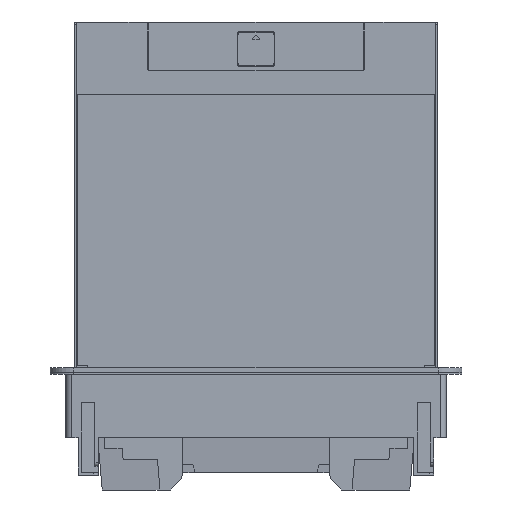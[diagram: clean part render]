
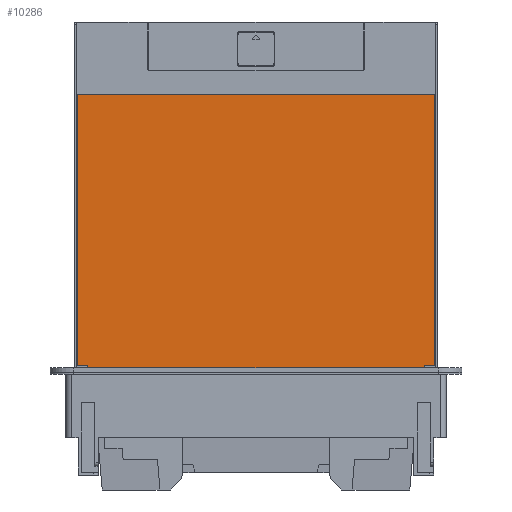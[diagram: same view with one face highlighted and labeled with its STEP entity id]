
A CAD part, front view. The second image highlights one B-rep face of the part: STEP entity #10286.
In plain terms, the highlighted face is planar.
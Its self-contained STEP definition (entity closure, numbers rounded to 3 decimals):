
#9970=CARTESIAN_POINT('Vertex',(-123.725,113.25,4.4)) ;
#9975=CARTESIAN_POINT('Line Origine',(0.,113.25,4.4)) ;
#9979=CARTESIAN_POINT('Vertex',(123.725,113.25,4.4)) ;
#10160=CARTESIAN_POINT('Axis2P3D Location',(0.,0.,4.4)) ;
#10165=CARTESIAN_POINT('Line Origine',(-123.725,19.275,4.4)) ;
#10169=CARTESIAN_POINT('Vertex',(-123.725,-74.7,4.4)) ;
#10172=CARTESIAN_POINT('Line Origine',(-120.238,-74.7,4.4)) ;
#10176=CARTESIAN_POINT('Vertex',(-116.75,-74.7,4.4)) ;
#10179=CARTESIAN_POINT('Line Origine',(-116.75,-79.2,4.4)) ;
#10183=CARTESIAN_POINT('Vertex',(-116.75,-83.7,4.4)) ;
#10186=CARTESIAN_POINT('Line Origine',(-122.,-83.7,4.4)) ;
#10190=CARTESIAN_POINT('Vertex',(-127.25,-83.7,4.4)) ;
#10193=CARTESIAN_POINT('Line Origine',(-127.25,-85.7,4.4)) ;
#10197=CARTESIAN_POINT('Vertex',(-127.25,-87.7,4.4)) ;
#10200=CARTESIAN_POINT('Line Origine',(-125.725,-87.7,4.4)) ;
#10204=CARTESIAN_POINT('Vertex',(-124.2,-87.7,4.4)) ;
#10207=CARTESIAN_POINT('Line Origine',(-124.2,-87.425,4.4)) ;
#10211=CARTESIAN_POINT('Vertex',(-124.2,-87.15,4.4)) ;
#10214=CARTESIAN_POINT('Line Origine',(0.,-87.15,4.4)) ;
#10218=CARTESIAN_POINT('Vertex',(124.2,-87.15,4.4)) ;
#10221=CARTESIAN_POINT('Line Origine',(124.2,-87.425,4.4)) ;
#10225=CARTESIAN_POINT('Vertex',(124.2,-87.7,4.4)) ;
#10228=CARTESIAN_POINT('Line Origine',(125.725,-87.7,4.4)) ;
#10232=CARTESIAN_POINT('Vertex',(127.25,-87.7,4.4)) ;
#10235=CARTESIAN_POINT('Line Origine',(127.25,-85.7,4.4)) ;
#10239=CARTESIAN_POINT('Vertex',(127.25,-83.7,4.4)) ;
#10242=CARTESIAN_POINT('Line Origine',(122.,-83.7,4.4)) ;
#10246=CARTESIAN_POINT('Vertex',(116.75,-83.7,4.4)) ;
#10249=CARTESIAN_POINT('Line Origine',(116.75,-79.2,4.4)) ;
#10253=CARTESIAN_POINT('Vertex',(116.75,-74.7,4.4)) ;
#10256=CARTESIAN_POINT('Line Origine',(120.238,-74.7,4.4)) ;
#10260=CARTESIAN_POINT('Vertex',(123.725,-74.7,4.4)) ;
#10263=CARTESIAN_POINT('Line Origine',(123.725,19.275,4.4)) ;
#9977=VECTOR('Line Direction',#9976,1.) ;
#10167=VECTOR('Line Direction',#10166,1.) ;
#10174=VECTOR('Line Direction',#10173,1.) ;
#10181=VECTOR('Line Direction',#10180,1.) ;
#10188=VECTOR('Line Direction',#10187,1.) ;
#10195=VECTOR('Line Direction',#10194,1.) ;
#10202=VECTOR('Line Direction',#10201,1.) ;
#10209=VECTOR('Line Direction',#10208,1.) ;
#10216=VECTOR('Line Direction',#10215,1.) ;
#10223=VECTOR('Line Direction',#10222,1.) ;
#10230=VECTOR('Line Direction',#10229,1.) ;
#10237=VECTOR('Line Direction',#10236,1.) ;
#10244=VECTOR('Line Direction',#10243,1.) ;
#10251=VECTOR('Line Direction',#10250,1.) ;
#10258=VECTOR('Line Direction',#10257,1.) ;
#10265=VECTOR('Line Direction',#10264,1.) ;
#9976=DIRECTION('Vector Direction',(-1.,0.,0.)) ;
#10161=DIRECTION('Axis2P3D Direction',(0.,0.,1.)) ;
#10162=DIRECTION('Axis2P3D XDirection',(1.,0.,0.)) ;
#10166=DIRECTION('Vector Direction',(0.,-1.,0.)) ;
#10173=DIRECTION('Vector Direction',(-1.,0.,0.)) ;
#10180=DIRECTION('Vector Direction',(0.,1.,0.)) ;
#10187=DIRECTION('Vector Direction',(1.,0.,0.)) ;
#10194=DIRECTION('Vector Direction',(0.,-1.,0.)) ;
#10201=DIRECTION('Vector Direction',(-1.,0.,0.)) ;
#10208=DIRECTION('Vector Direction',(0.,-1.,0.)) ;
#10215=DIRECTION('Vector Direction',(-1.,0.,0.)) ;
#10222=DIRECTION('Vector Direction',(0.,-1.,0.)) ;
#10229=DIRECTION('Vector Direction',(-1.,0.,0.)) ;
#10236=DIRECTION('Vector Direction',(0.,-1.,0.)) ;
#10243=DIRECTION('Vector Direction',(-1.,0.,0.)) ;
#10250=DIRECTION('Vector Direction',(0.,1.,0.)) ;
#10257=DIRECTION('Vector Direction',(1.,0.,0.)) ;
#10264=DIRECTION('Vector Direction',(0.,-1.,0.)) ;
#10163=AXIS2_PLACEMENT_3D('Plane Axis2P3D',#10160,#10161,#10162) ;
#9978=LINE('Line',#9975,#9977) ;
#10168=LINE('Line',#10165,#10167) ;
#10175=LINE('Line',#10172,#10174) ;
#10182=LINE('Line',#10179,#10181) ;
#10189=LINE('Line',#10186,#10188) ;
#10196=LINE('Line',#10193,#10195) ;
#10203=LINE('Line',#10200,#10202) ;
#10210=LINE('Line',#10207,#10209) ;
#10217=LINE('Line',#10214,#10216) ;
#10224=LINE('Line',#10221,#10223) ;
#10231=LINE('Line',#10228,#10230) ;
#10238=LINE('Line',#10235,#10237) ;
#10245=LINE('Line',#10242,#10244) ;
#10252=LINE('Line',#10249,#10251) ;
#10259=LINE('Line',#10256,#10258) ;
#10266=LINE('Line',#10263,#10265) ;
#10164=PLANE('',#10163) ;
#9981=EDGE_CURVE('',#9971,#9980,#9978,.F.) ;
#10171=EDGE_CURVE('',#9971,#10170,#10168,.T.) ;
#10178=EDGE_CURVE('',#10170,#10177,#10175,.F.) ;
#10185=EDGE_CURVE('',#10177,#10184,#10182,.F.) ;
#10192=EDGE_CURVE('',#10184,#10191,#10189,.F.) ;
#10199=EDGE_CURVE('',#10191,#10198,#10196,.T.) ;
#10206=EDGE_CURVE('',#10198,#10205,#10203,.F.) ;
#10213=EDGE_CURVE('',#10212,#10205,#10210,.T.) ;
#10220=EDGE_CURVE('',#10219,#10212,#10217,.T.) ;
#10227=EDGE_CURVE('',#10219,#10226,#10224,.T.) ;
#10234=EDGE_CURVE('',#10226,#10233,#10231,.F.) ;
#10241=EDGE_CURVE('',#10233,#10240,#10238,.F.) ;
#10248=EDGE_CURVE('',#10240,#10247,#10245,.T.) ;
#10255=EDGE_CURVE('',#10247,#10254,#10252,.T.) ;
#10262=EDGE_CURVE('',#10254,#10261,#10259,.T.) ;
#10267=EDGE_CURVE('',#10261,#9980,#10266,.F.) ;
#10269=ORIENTED_EDGE('',*,*,#10171,.T.) ;
#10270=ORIENTED_EDGE('',*,*,#10178,.T.) ;
#10271=ORIENTED_EDGE('',*,*,#10185,.T.) ;
#10272=ORIENTED_EDGE('',*,*,#10192,.T.) ;
#10273=ORIENTED_EDGE('',*,*,#10199,.T.) ;
#10274=ORIENTED_EDGE('',*,*,#10206,.T.) ;
#10275=ORIENTED_EDGE('',*,*,#10213,.F.) ;
#10276=ORIENTED_EDGE('',*,*,#10220,.F.) ;
#10277=ORIENTED_EDGE('',*,*,#10227,.T.) ;
#10278=ORIENTED_EDGE('',*,*,#10234,.T.) ;
#10279=ORIENTED_EDGE('',*,*,#10241,.T.) ;
#10280=ORIENTED_EDGE('',*,*,#10248,.T.) ;
#10281=ORIENTED_EDGE('',*,*,#10255,.T.) ;
#10282=ORIENTED_EDGE('',*,*,#10262,.T.) ;
#10283=ORIENTED_EDGE('',*,*,#10267,.T.) ;
#10284=ORIENTED_EDGE('',*,*,#9981,.F.) ;
#10268=EDGE_LOOP('',(#10269,#10270,#10271,#10272,#10273,#10274,#10275,#10276,#10277,#10278,#10279,#10280,#10281,#10282,#10283,#10284)) ;
#9971=VERTEX_POINT('',#9970) ;
#9980=VERTEX_POINT('',#9979) ;
#10170=VERTEX_POINT('',#10169) ;
#10177=VERTEX_POINT('',#10176) ;
#10184=VERTEX_POINT('',#10183) ;
#10191=VERTEX_POINT('',#10190) ;
#10198=VERTEX_POINT('',#10197) ;
#10205=VERTEX_POINT('',#10204) ;
#10212=VERTEX_POINT('',#10211) ;
#10219=VERTEX_POINT('',#10218) ;
#10226=VERTEX_POINT('',#10225) ;
#10233=VERTEX_POINT('',#10232) ;
#10240=VERTEX_POINT('',#10239) ;
#10247=VERTEX_POINT('',#10246) ;
#10254=VERTEX_POINT('',#10253) ;
#10261=VERTEX_POINT('',#10260) ;
#10286=ADVANCED_FACE('Corps principal',(#10285),#10164,.T.) ;
#10285=FACE_OUTER_BOUND('',#10268,.T.) ;
